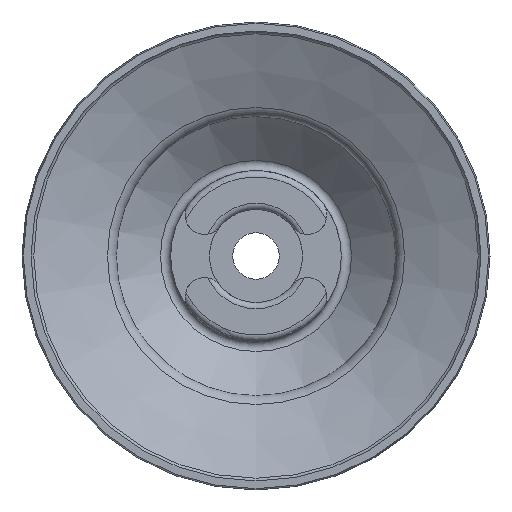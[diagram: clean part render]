
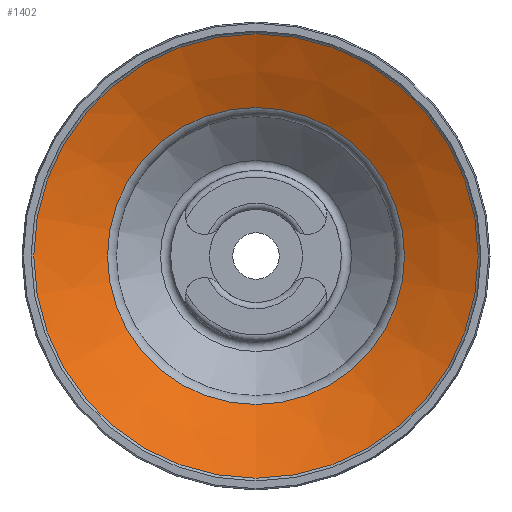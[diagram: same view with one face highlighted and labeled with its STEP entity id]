
A CAD part, front view. The second image highlights one B-rep face of the part: STEP entity #1402.
In plain terms, the highlighted conical face has half-angle 65 degrees and reference radius 14.327 mm.
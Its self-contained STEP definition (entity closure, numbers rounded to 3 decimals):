
#28=CONICAL_SURFACE('',#1515,14.327,1.134);
#212=ORIENTED_EDGE('',*,*,#429,.F.);
#213=ORIENTED_EDGE('',*,*,#428,.T.);
#428=EDGE_CURVE('',#536,#536,#608,.T.);
#429=EDGE_CURVE('',#537,#537,#609,.T.);
#536=VERTEX_POINT('',#2081);
#537=VERTEX_POINT('',#2084);
#608=CIRCLE('',#1514,14.327);
#609=CIRCLE('',#1516,9.577);
#680=EDGE_LOOP('',(#212));
#681=EDGE_LOOP('',(#213));
#790=FACE_BOUND('',#680,.T.);
#791=FACE_BOUND('',#681,.T.);
#1402=ADVANCED_FACE('',(#790,#791),#28,.F.);
#1514=AXIS2_PLACEMENT_3D('',#2080,#1725,#1726);
#1515=AXIS2_PLACEMENT_3D('',#2082,#1727,#1728);
#1516=AXIS2_PLACEMENT_3D('',#2083,#1729,#1730);
#1725=DIRECTION('',(0.,-1.,0.));
#1726=DIRECTION('',(0.,0.,-1.));
#1727=DIRECTION('',(0.,-1.,0.));
#1728=DIRECTION('',(0.,0.,-1.));
#1729=DIRECTION('',(0.,-1.,0.));
#1730=DIRECTION('',(0.,0.,-1.));
#2080=CARTESIAN_POINT('',(0.,0.379,0.));
#2081=CARTESIAN_POINT('',(0.,0.379,-14.327));
#2082=CARTESIAN_POINT('',(0.,0.379,0.));
#2083=CARTESIAN_POINT('',(0.,2.594,0.));
#2084=CARTESIAN_POINT('',(0.,2.594,-9.577));
